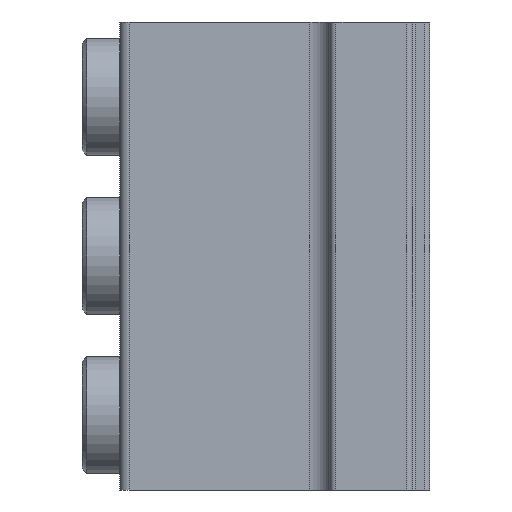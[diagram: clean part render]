
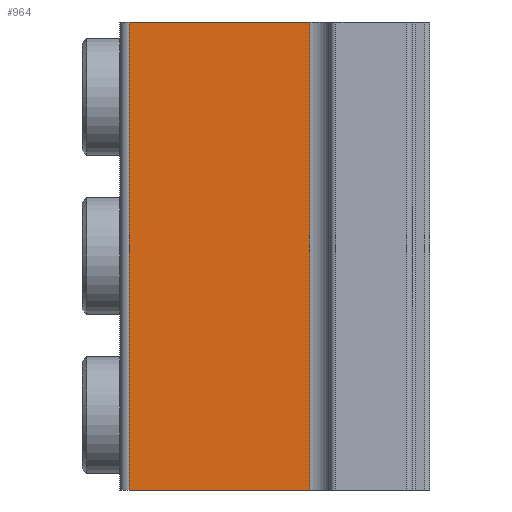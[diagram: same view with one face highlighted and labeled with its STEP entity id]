
A CAD part, left-side view. The second image highlights one B-rep face of the part: STEP entity #964.
In plain terms, the highlighted planar face has unit normal (-1, 0, 0).
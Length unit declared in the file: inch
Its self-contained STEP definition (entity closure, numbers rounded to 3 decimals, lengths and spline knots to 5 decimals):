
#66=LINE('',#1749,#118);
#79=LINE('',#1788,#131);
#93=LINE('',#1835,#145);
#94=LINE('',#1837,#146);
#118=VECTOR('',#1225,2.5);
#131=VECTOR('',#1258,0.965);
#145=VECTOR('',#1314,2.5);
#146=VECTOR('',#1317,0.965);
#169=PLANE('',#1072);
#279=FACE_OUTER_BOUND('',#371,.T.);
#371=EDGE_LOOP('',(#812,#813,#814,#815));
#483=VERTEX_POINT('',#1742);
#486=VERTEX_POINT('',#1747);
#502=VERTEX_POINT('',#1787);
#514=VERTEX_POINT('',#1833);
#581=EDGE_CURVE('',#486,#483,#66,.T.);
#600=EDGE_CURVE('',#502,#483,#79,.T.);
#625=EDGE_CURVE('',#502,#514,#93,.T.);
#626=EDGE_CURVE('',#486,#514,#94,.T.);
#812=ORIENTED_EDGE('',*,*,#581,.F.);
#813=ORIENTED_EDGE('',*,*,#626,.T.);
#814=ORIENTED_EDGE('',*,*,#625,.F.);
#815=ORIENTED_EDGE('',*,*,#600,.T.);
#964=ADVANCED_FACE('',(#279),#169,.T.);
#1072=AXIS2_PLACEMENT_3D('',#1836,#1315,#1316);
#1225=DIRECTION('',(0.,0.,-1.));
#1258=DIRECTION('',(0.,-1.,0.));
#1314=DIRECTION('',(0.,0.,1.));
#1315=DIRECTION('center_axis',(-1.,0.,0.));
#1316=DIRECTION('ref_axis',(0.,0.,1.));
#1317=DIRECTION('',(0.,1.,0.));
#1742=CARTESIAN_POINT('',(0.,0.548,0.));
#1747=CARTESIAN_POINT('',(0.,0.548,2.5));
#1749=CARTESIAN_POINT('',(0.,0.548,0.));
#1787=CARTESIAN_POINT('',(0.,1.513,0.));
#1788=CARTESIAN_POINT('',(0.,1.563,0.));
#1833=CARTESIAN_POINT('',(0.,1.513,2.5));
#1835=CARTESIAN_POINT('',(0.,1.513,0.));
#1836=CARTESIAN_POINT('Origin',(0.,0.438,0.));
#1837=CARTESIAN_POINT('',(0.,1.563,2.5));
